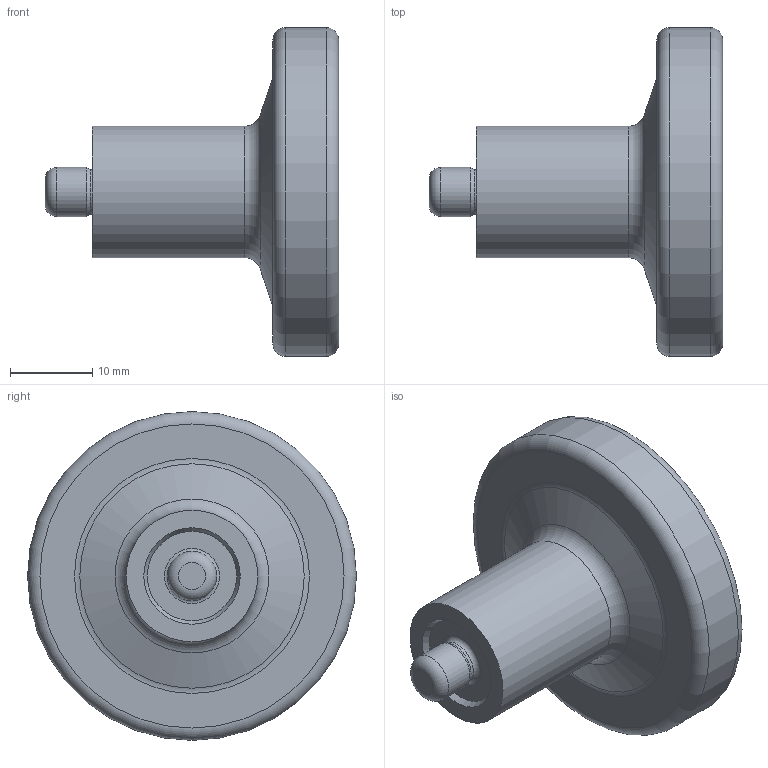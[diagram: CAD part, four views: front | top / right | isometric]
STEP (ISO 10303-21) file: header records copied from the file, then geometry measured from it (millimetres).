
FILE_DESCRIPTION(/* description */ (''),/* implementation_level */ '2;1');
FILE_NAME(/* name */ '606 Bearing Press v3.step',/* time_stamp */ '2017-04-28T14:35:37-07:00',/* author */ (''),/* organization */ (''),/* preprocessor_version */ 'ST-DEVELOPER v16.13',/* originating_system */ 'Autodesk Translation Framework v6.1.1.50',/* authorisation */ '');
FILE_SCHEMA (('AUTOMOTIVE_DESIGN { 1 0 10303 214 3 1 1 }'));
Length unit declared in the file: millimetre
Products named in the file (1): 606 Bearing Press v3
Bounding box: 35.7 x 40 x 40 mm (x, y, z)
Volume: 14848.3 mm3; surface area: 4488.9 mm2
Topology: 1 solids, 1 shells, 18 faces, 31 edges, 18 vertices
Faces by surface type: torus 6, plane 5, cylinder 4, cone 3
Full cylindrical faces by diameter (mm): 5.5 x1, 6 x1, 16 x1, 40 x1
Entity records: 390 total; most frequent: DIRECTION 72, CARTESIAN_POINT 53, AXIS2_PLACEMENT_3D 36, EDGE_LOOP 34, ORIENTED_EDGE 34, FACE_OUTER_BOUND 18, ADVANCED_FACE 18, CIRCLE 17
